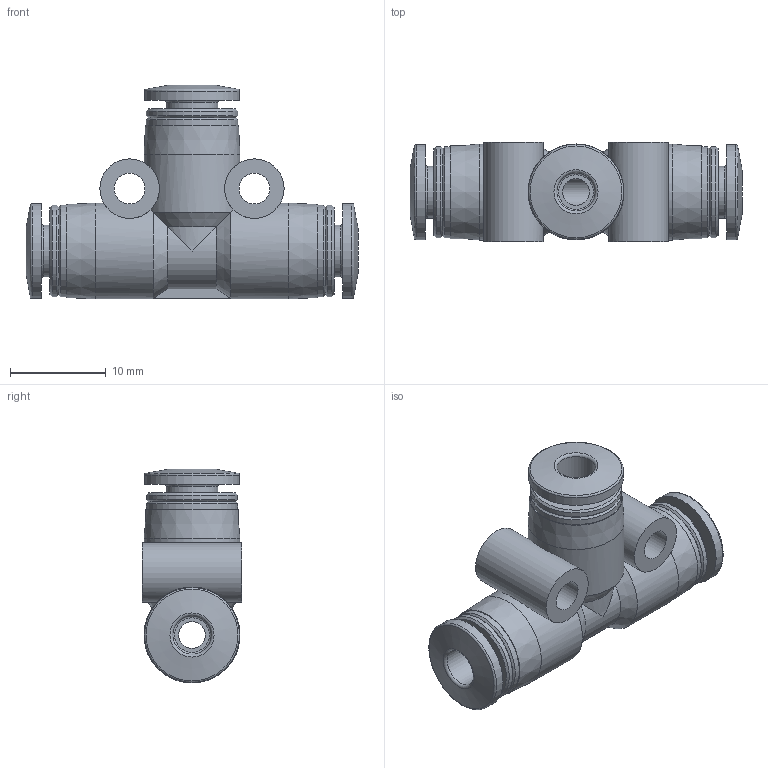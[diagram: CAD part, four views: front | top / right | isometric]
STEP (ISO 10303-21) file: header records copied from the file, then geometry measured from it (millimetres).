
FILE_DESCRIPTION(/* description */ ('STEP AP214'),/* implementation_level */ '2;1');
FILE_NAME(/* name */ '133110_NPQP-T-Q4-E-FD-P10',/* time_stamp */ '2024-09-13T07:41:45+02:00',/* author */ ('License CC BY-ND 4.0'),/* organization */ ('CADENAS'),/* preprocessor_version */ 'ST-DEVELOPER v19.3',/* originating_system */ 'PARTsolutions',/* authorisation */ ' ');
FILE_SCHEMA (('AUTOMOTIVE_DESIGN {1 0 10303 214 3 1 1}'));
Length unit declared in the file: millimetre
Products named in the file (1): 133110 NPQP-T-Q4-E-FD-P10
Bounding box: 34.6 x 10.4 x 22.3 mm (x, y, z)
Volume: 3091.4 mm3; surface area: 2903.5 mm2
Topology: 1 solids, 1 shells, 78 faces, 155 edges, 91 vertices
Faces by surface type: cylinder 27, cone 21, plane 18, torus 12
Full cylindrical faces by diameter (mm): 2.8 x2, 3.2 x2, 4 x3, 5.4 x3, 6.2 x2, 9.5 x6, 9.9 x3, 10 x2
Entity records: 2392 total; most frequent: CARTESIAN_POINT 359, DIRECTION 336, ORIENTED_EDGE 206, AXIS2_PLACEMENT_3D 166, EDGE_LOOP 148, FACE_BOUND 148, EDGE_CURVE 103, VERTEX_POINT 89
